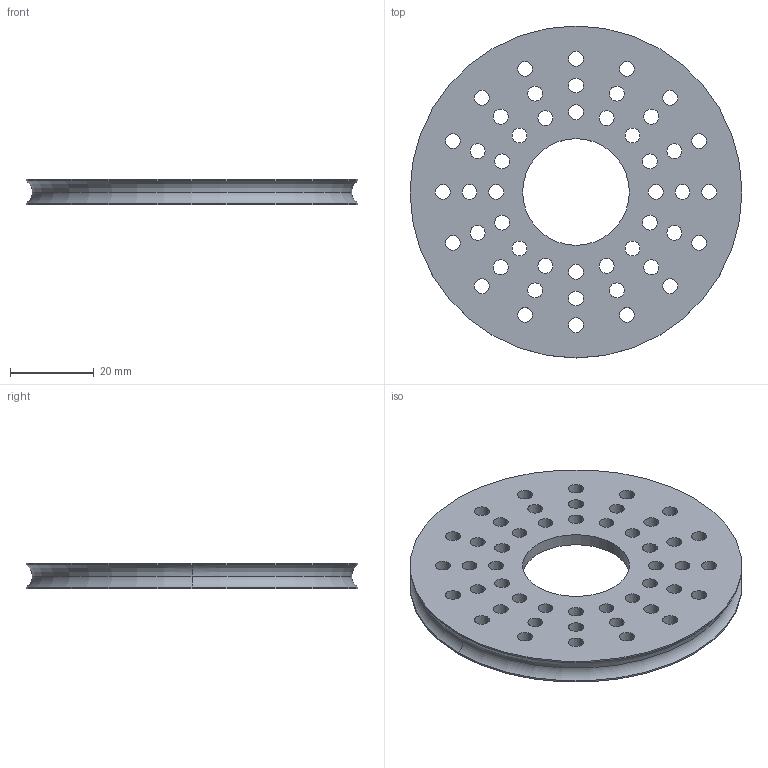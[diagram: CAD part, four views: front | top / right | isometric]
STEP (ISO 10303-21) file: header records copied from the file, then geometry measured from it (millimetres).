
FILE_DESCRIPTION (( 'STEP AP203' ), '1' );
FILE_NAME ('615138.STEP', '2014-07-22T19:00:05', ( 'Kyle' ), ( 'Microsoft' ), 'SwSTEP 2.0', 'SolidWorks 2014', '' );
FILE_SCHEMA (( 'CONFIG_CONTROL_DESIGN' ));
Length unit declared in the file: inch
Products named in the file (1): 615138
Bounding box: 79.16 x 79.16 x 6.1 mm (x, y, z)
Volume: 12967.2 mm3; surface area: 12122.6 mm2
Topology: 1 solids, 1 shells, 111 faces, 318 edges, 210 vertices
Faces by surface type: cylinder 104, torus 4, plane 3
Entity records: 4033 total; most frequent: DIRECTION 756, CARTESIAN_POINT 640, ORIENTED_EDGE 636, AXIS2_PLACEMENT_3D 326, EDGE_CURVE 318, CIRCLE 214, EDGE_LOOP 210, VERTEX_POINT 210
